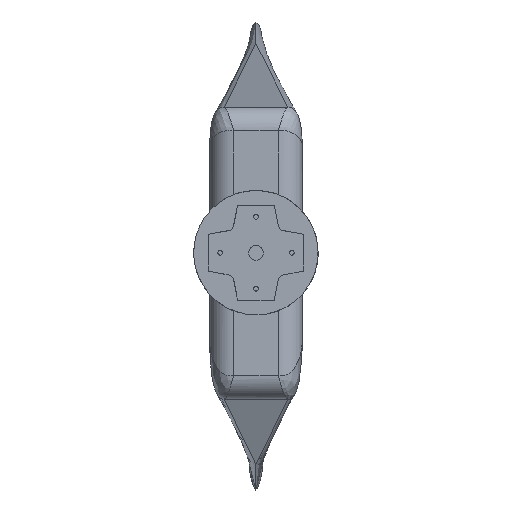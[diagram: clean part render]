
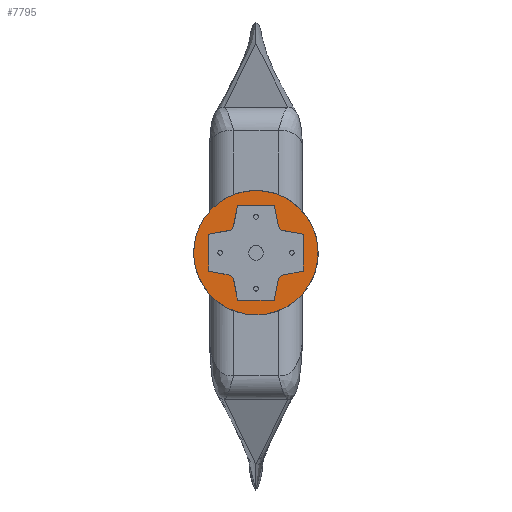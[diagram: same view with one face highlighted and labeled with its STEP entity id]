
A CAD part, top view. The second image highlights one B-rep face of the part: STEP entity #7795.
In plain terms, the highlighted planar face has unit normal (-0.003, 0, 1).
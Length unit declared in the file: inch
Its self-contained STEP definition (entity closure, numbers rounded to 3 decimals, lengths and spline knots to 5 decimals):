
#582=CARTESIAN_POINT('',(-0.0024,0.,5.98425));
#583=DIRECTION('',(-0.003,0.,1.));
#584=DIRECTION('',(-0.707,0.707,-0.002));
#585=AXIS2_PLACEMENT_3D('',#582,#583,#584);
#587=CARTESIAN_POINT('',(-0.0024,0.,5.98425));
#588=DIRECTION('',(-0.003,0.,1.));
#589=DIRECTION('',(0.,1.,0.));
#590=AXIS2_PLACEMENT_3D('',#587,#588,#589);
#592=CARTESIAN_POINT('',(-0.0024,0.,5.98425));
#593=DIRECTION('',(-0.003,0.,1.));
#594=DIRECTION('',(0.707,0.707,0.002));
#595=AXIS2_PLACEMENT_3D('',#592,#593,#594);
#597=CARTESIAN_POINT('',(-0.0024,0.,5.98425));
#598=DIRECTION('',(-0.003,0.,1.));
#599=DIRECTION('',(0.,-1.,0.));
#600=AXIS2_PLACEMENT_3D('',#597,#598,#599);
#602=DIRECTION('',(-0.983,-0.185,-0.003));
#603=VECTOR('',#602,0.18076);
#604=CARTESIAN_POINT('',(0.38736,-0.15157,
5.98557));
#605=LINE('',#604,#603);
#606=DIRECTION('',(0.983,-0.185,0.003));
#607=VECTOR('',#606,0.18076);
#608=CARTESIAN_POINT('',(0.20973,0.18504,5.98497));
#609=LINE('',#608,#607);
#610=CARTESIAN_POINT('',(-0.0024,0.,5.98425));
#611=DIRECTION('',(0.003,0.,-1.));
#612=DIRECTION('',(0.657,0.754,0.002));
#613=AXIS2_PLACEMENT_3D('',#610,#611,#612);
#615=DIRECTION('',(0.185,-0.983,0.001));
#616=VECTOR('',#615,0.18076);
#617=CARTESIAN_POINT('',(0.14917,0.38976,5.98476));
#618=LINE('',#617,#616);
#619=DIRECTION('',(0.185,0.983,0.001));
#620=VECTOR('',#619,0.18076);
#621=CARTESIAN_POINT('',(-0.18744,0.21213,
5.98362));
#622=LINE('',#621,#620);
#623=CARTESIAN_POINT('',(-0.0024,0.,5.98425));
#624=DIRECTION('',(0.003,0.,-1.));
#625=DIRECTION('',(-0.754,0.657,-0.003));
#626=AXIS2_PLACEMENT_3D('',#623,#624,#625);
#628=DIRECTION('',(0.983,0.185,0.003));
#629=VECTOR('',#628,0.18076);
#630=CARTESIAN_POINT('',(-0.39216,0.15157,
5.98293));
#631=LINE('',#630,#629);
#632=DIRECTION('',(-0.983,0.185,-0.003));
#633=VECTOR('',#632,0.18076);
#634=CARTESIAN_POINT('',(-0.21453,-0.18504,
5.98353));
#635=LINE('',#634,#633);
#636=CARTESIAN_POINT('',(-0.0024,0.,5.98425));
#637=DIRECTION('',(0.003,0.,-1.));
#638=DIRECTION('',(-0.657,-0.754,-0.002));
#639=AXIS2_PLACEMENT_3D('',#636,#637,#638);
#641=DIRECTION('',(-0.185,0.983,-0.001));
#642=VECTOR('',#641,0.18076);
#643=CARTESIAN_POINT('',(-0.15398,-0.38976,
5.98373));
#644=LINE('',#643,#642);
#645=DIRECTION('',(-0.185,-0.983,-0.001));
#646=VECTOR('',#645,0.18076);
#647=CARTESIAN_POINT('',(0.18264,-0.21213,
5.98487));
#648=LINE('',#647,#646);
#649=CARTESIAN_POINT('',(-0.0024,0.,5.98425));
#650=DIRECTION('',(0.003,0.,-1.));
#651=DIRECTION('',(0.754,-0.657,0.003));
#652=AXIS2_PLACEMENT_3D('',#649,#650,#651);
#666=DIRECTION('',(1.,0.,0.003));
#667=VECTOR('',#666,0.30315);
#668=CARTESIAN_POINT('',(-0.15398,-0.38976,
5.98373));
#669=LINE('',#668,#667);
#686=DIRECTION('',(0.,-1.,0.));
#687=VECTOR('',#686,0.30315);
#688=CARTESIAN_POINT('',(-0.39216,0.15157,
5.98293));
#689=LINE('',#688,#687);
#706=DIRECTION('',(-1.,0.,-0.003));
#707=VECTOR('',#706,0.30315);
#708=CARTESIAN_POINT('',(0.14917,0.38976,5.98476));
#709=LINE('',#708,#707);
#726=DIRECTION('',(0.,1.,0.));
#727=VECTOR('',#726,0.30315);
#728=CARTESIAN_POINT('',(0.38736,-0.15157,
5.98557));
#729=LINE('',#728,#727);
#5212=CARTESIAN_POINT('',(0.3595,0.36191,
5.98547));
#5213=VERTEX_POINT('',#5212);
#5214=CARTESIAN_POINT('',(-0.0024,-0.51181,
5.98425));
#5215=VERTEX_POINT('',#5214);
#5216=CARTESIAN_POINT('',(-0.3643,0.36191,
5.98302));
#5217=VERTEX_POINT('',#5216);
#5218=CARTESIAN_POINT('',(-0.0024,0.51181,
5.98425));
#5219=VERTEX_POINT('',#5218);
#5220=CARTESIAN_POINT('',(0.38736,-0.15157,
5.98557));
#5221=CARTESIAN_POINT('',(0.20973,-0.18504,
5.98497));
#5222=VERTEX_POINT('',#5220);
#5223=VERTEX_POINT('',#5221);
#5224=CARTESIAN_POINT('',(0.18264,-0.21213,
5.98487));
#5225=VERTEX_POINT('',#5224);
#5226=CARTESIAN_POINT('',(0.14917,-0.38976,
5.98476));
#5227=VERTEX_POINT('',#5226);
#5228=CARTESIAN_POINT('',(-0.15398,-0.38976,
5.98373));
#5229=VERTEX_POINT('',#5228);
#5230=CARTESIAN_POINT('',(-0.18744,-0.21213,
5.98362));
#5231=VERTEX_POINT('',#5230);
#5232=CARTESIAN_POINT('',(-0.21453,-0.18504,
5.98353));
#5233=VERTEX_POINT('',#5232);
#5234=CARTESIAN_POINT('',(-0.39216,-0.15157,
5.98293));
#5235=VERTEX_POINT('',#5234);
#5236=CARTESIAN_POINT('',(-0.39216,0.15157,
5.98293));
#5237=VERTEX_POINT('',#5236);
#5238=CARTESIAN_POINT('',(-0.21453,0.18504,
5.98353));
#5239=VERTEX_POINT('',#5238);
#5240=CARTESIAN_POINT('',(-0.18744,0.21213,
5.98362));
#5241=VERTEX_POINT('',#5240);
#5242=CARTESIAN_POINT('',(-0.15398,0.38976,
5.98373));
#5243=VERTEX_POINT('',#5242);
#5244=CARTESIAN_POINT('',(0.14917,0.38976,
5.98476));
#5245=VERTEX_POINT('',#5244);
#5246=CARTESIAN_POINT('',(0.18264,0.21213,
5.98487));
#5247=VERTEX_POINT('',#5246);
#5248=CARTESIAN_POINT('',(0.20973,0.18504,
5.98497));
#5249=VERTEX_POINT('',#5248);
#5250=CARTESIAN_POINT('',(0.38736,0.15157,
5.98557));
#5251=VERTEX_POINT('',#5250);
#7750=CARTESIAN_POINT('',(-0.0024,0.,5.98425));
#7751=DIRECTION('',(-0.003,0.,1.));
#7752=DIRECTION('',(0.,1.,0.));
#7753=AXIS2_PLACEMENT_3D('',#7750,#7751,#7752);
#7754=PLANE('',#7753);
#7755=ORIENTED_EDGE('',*,*,#7742,.F.);
#7756=ORIENTED_EDGE('',*,*,#7726,.F.);
#7757=ORIENTED_EDGE('',*,*,#7724,.F.);
#7758=ORIENTED_EDGE('',*,*,#7744,.F.);
#7759=EDGE_LOOP('',(#7755,#7756,#7757,#7758));
#7760=FACE_OUTER_BOUND('',#7759,.F.);
#7762=ORIENTED_EDGE('',*,*,#7761,.F.);
#7764=ORIENTED_EDGE('',*,*,#7763,.T.);
#7766=ORIENTED_EDGE('',*,*,#7765,.F.);
#7768=ORIENTED_EDGE('',*,*,#7767,.F.);
#7770=ORIENTED_EDGE('',*,*,#7769,.F.);
#7772=ORIENTED_EDGE('',*,*,#7771,.T.);
#7774=ORIENTED_EDGE('',*,*,#7773,.F.);
#7776=ORIENTED_EDGE('',*,*,#7775,.F.);
#7778=ORIENTED_EDGE('',*,*,#7777,.F.);
#7780=ORIENTED_EDGE('',*,*,#7779,.T.);
#7782=ORIENTED_EDGE('',*,*,#7781,.F.);
#7784=ORIENTED_EDGE('',*,*,#7783,.F.);
#7786=ORIENTED_EDGE('',*,*,#7785,.F.);
#7788=ORIENTED_EDGE('',*,*,#7787,.T.);
#7790=ORIENTED_EDGE('',*,*,#7789,.F.);
#7792=ORIENTED_EDGE('',*,*,#7791,.F.);
#7793=EDGE_LOOP('',(#7762,#7764,#7766,#7768,#7770,#7772,#7774,#7776,#7778,#7780,
#7782,#7784,#7786,#7788,#7790,#7792));
#7794=FACE_BOUND('',#7793,.F.);
#7795=ADVANCED_FACE('',(#7760,#7794),#7754,.T.);
#586=CIRCLE('',#585,0.51181);
#591=CIRCLE('',#590,0.51181);
#596=CIRCLE('',#595,0.51181);
#601=CIRCLE('',#600,0.51181);
#614=CIRCLE('',#613,0.2815);
#627=CIRCLE('',#626,0.2815);
#640=CIRCLE('',#639,0.2815);
#653=CIRCLE('',#652,0.2815);
#7724=EDGE_CURVE('',#5213,#5219,#596,.T.);
#7726=EDGE_CURVE('',#5219,#5217,#591,.T.);
#7742=EDGE_CURVE('',#5217,#5215,#586,.T.);
#7744=EDGE_CURVE('',#5215,#5213,#601,.T.);
#7761=EDGE_CURVE('',#5222,#5223,#605,.T.);
#7763=EDGE_CURVE('',#5222,#5251,#729,.T.);
#7765=EDGE_CURVE('',#5249,#5251,#609,.T.);
#7767=EDGE_CURVE('',#5247,#5249,#614,.T.);
#7769=EDGE_CURVE('',#5245,#5247,#618,.T.);
#7771=EDGE_CURVE('',#5245,#5243,#709,.T.);
#7773=EDGE_CURVE('',#5241,#5243,#622,.T.);
#7775=EDGE_CURVE('',#5239,#5241,#627,.T.);
#7777=EDGE_CURVE('',#5237,#5239,#631,.T.);
#7779=EDGE_CURVE('',#5237,#5235,#689,.T.);
#7781=EDGE_CURVE('',#5233,#5235,#635,.T.);
#7783=EDGE_CURVE('',#5231,#5233,#640,.T.);
#7785=EDGE_CURVE('',#5229,#5231,#644,.T.);
#7787=EDGE_CURVE('',#5229,#5227,#669,.T.);
#7789=EDGE_CURVE('',#5225,#5227,#648,.T.);
#7791=EDGE_CURVE('',#5223,#5225,#653,.T.);
